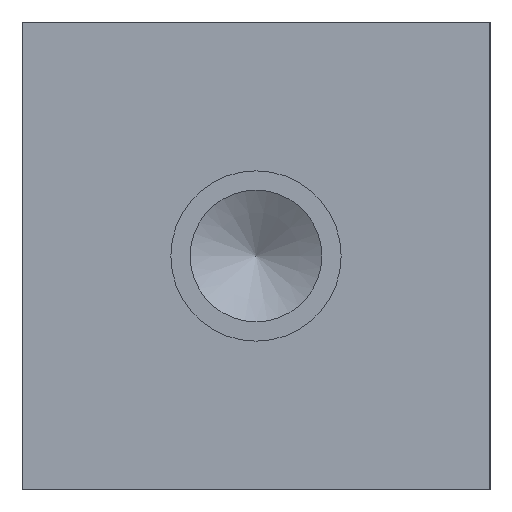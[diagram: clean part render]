
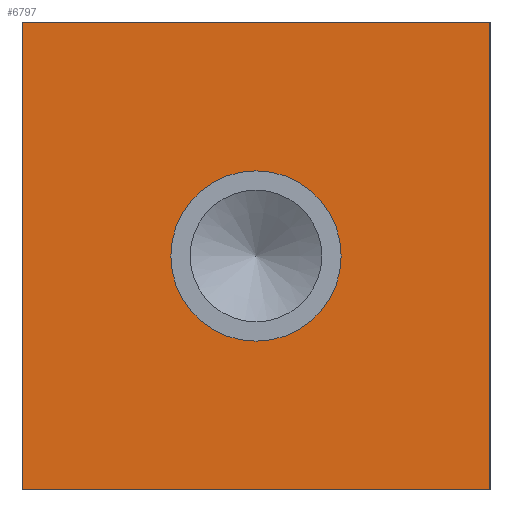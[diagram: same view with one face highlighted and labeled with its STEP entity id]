
A CAD part, left-side view. The second image highlights one B-rep face of the part: STEP entity #6797.
In plain terms, the highlighted planar face has unit normal (-1, 0, 0).
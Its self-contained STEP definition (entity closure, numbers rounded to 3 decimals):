
#90=CIRCLE('',#7100,6.934);
#91=CIRCLE('',#7101,6.934);
#130=FACE_BOUND('',#1071,.T.);
#346=PLANE('',#7103);
#689=FACE_OUTER_BOUND('',#1070,.T.);
#1070=EDGE_LOOP('',(#6018,#6019,#6020,#6021));
#1071=EDGE_LOOP('',(#6022,#6023));
#1341=LINE('',#10554,#2007);
#1742=LINE('',#11627,#2408);
#1743=LINE('',#11628,#2409);
#1744=LINE('',#11629,#2410);
#2007=VECTOR('',#7494,10.);
#2408=VECTOR('',#8343,10.);
#2409=VECTOR('',#8344,10.);
#2410=VECTOR('',#8345,10.);
#2928=VERTEX_POINT('',#10547);
#2931=VERTEX_POINT('',#10552);
#3248=VERTEX_POINT('',#11617);
#3249=VERTEX_POINT('',#11618);
#3250=VERTEX_POINT('',#11625);
#3251=VERTEX_POINT('',#11626);
#3707=EDGE_CURVE('',#2931,#2928,#1341,.T.);
#4175=EDGE_CURVE('',#3248,#3249,#90,.T.);
#4176=EDGE_CURVE('',#3249,#3248,#91,.T.);
#4179=EDGE_CURVE('',#3250,#3251,#1742,.T.);
#4180=EDGE_CURVE('',#3251,#2928,#1743,.T.);
#4181=EDGE_CURVE('',#3250,#2931,#1744,.T.);
#6018=ORIENTED_EDGE('',*,*,#4179,.T.);
#6019=ORIENTED_EDGE('',*,*,#4180,.T.);
#6020=ORIENTED_EDGE('',*,*,#3707,.F.);
#6021=ORIENTED_EDGE('',*,*,#4181,.F.);
#6022=ORIENTED_EDGE('',*,*,#4175,.T.);
#6023=ORIENTED_EDGE('',*,*,#4176,.T.);
#6797=ADVANCED_FACE('',(#689,#130),#346,.T.);
#7100=AXIS2_PLACEMENT_3D('',#11619,#8333,#8334);
#7101=AXIS2_PLACEMENT_3D('',#11620,#8335,#8336);
#7103=AXIS2_PLACEMENT_3D('',#11624,#8341,#8342);
#7494=DIRECTION('',(0.,-1.,0.));
#8333=DIRECTION('center_axis',(1.,0.,0.));
#8334=DIRECTION('ref_axis',(0.,1.,0.));
#8335=DIRECTION('center_axis',(1.,0.,0.));
#8336=DIRECTION('ref_axis',(0.,1.,0.));
#8341=DIRECTION('center_axis',(-1.,0.,0.));
#8342=DIRECTION('ref_axis',(0.,-1.,0.));
#8343=DIRECTION('',(0.,-1.,0.));
#8344=DIRECTION('',(0.,0.,1.));
#8345=DIRECTION('',(0.,0.,1.));
#10547=CARTESIAN_POINT('',(0.,0.,38.1));
#10552=CARTESIAN_POINT('',(0.,38.1,38.1));
#10554=CARTESIAN_POINT('',(0.,38.1,38.1));
#11617=CARTESIAN_POINT('',(0.,25.984,19.05));
#11618=CARTESIAN_POINT('',(0.,12.116,19.05));
#11619=CARTESIAN_POINT('Origin',(0.,19.05,19.05));
#11620=CARTESIAN_POINT('Origin',(0.,19.05,19.05));
#11624=CARTESIAN_POINT('Origin',(0.,38.1,0.));
#11625=CARTESIAN_POINT('',(0.,38.1,0.));
#11626=CARTESIAN_POINT('',(0.,0.,0.));
#11627=CARTESIAN_POINT('',(0.,38.1,0.));
#11628=CARTESIAN_POINT('',(0.,0.,0.));
#11629=CARTESIAN_POINT('',(0.,38.1,0.));
